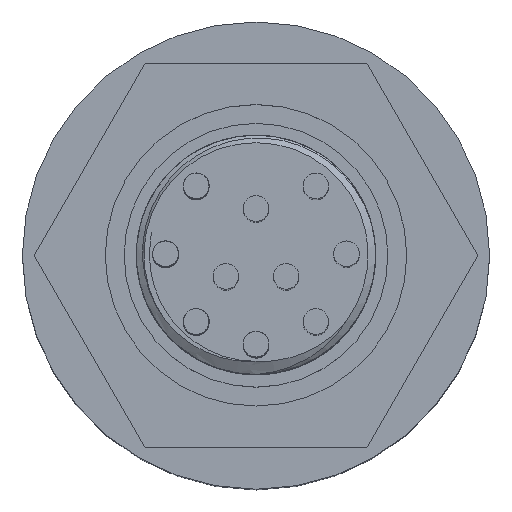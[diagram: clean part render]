
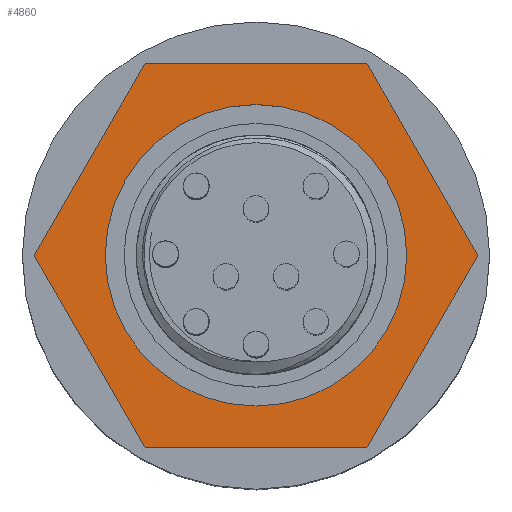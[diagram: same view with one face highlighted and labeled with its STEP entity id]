
A CAD part, top view. The second image highlights one B-rep face of the part: STEP entity #4860.
In plain terms, the highlighted planar face has unit normal (0, 0, 1).
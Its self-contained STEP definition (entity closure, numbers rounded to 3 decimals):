
#84=CIRCLE($,#5061,10.);
#343=FACE_OUTER_BOUND($,#1601,.T.);
#724=LINE($,#14616,#1092);
#725=LINE($,#14618,#1093);
#726=LINE($,#14620,#1094);
#727=LINE($,#14622,#1095);
#728=LINE($,#14624,#1096);
#729=LINE($,#14625,#1097);
#1092=VECTOR($,#5797,14.722);
#1093=VECTOR($,#5798,14.722);
#1094=VECTOR($,#5799,14.722);
#1095=VECTOR($,#5800,14.722);
#1096=VECTOR($,#5801,14.722);
#1097=VECTOR($,#5802,14.722);
#1286=FACE_BOUND($,#1602,.T.);
#1601=EDGE_LOOP($,(#4319,#4320,#4321,#4322,#4323,#4324));
#1602=EDGE_LOOP($,(#4325));
#2338=VERTEX_POINT($,#14610);
#2339=VERTEX_POINT($,#14614);
#2340=VERTEX_POINT($,#14615);
#2341=VERTEX_POINT($,#14617);
#2342=VERTEX_POINT($,#14619);
#2343=VERTEX_POINT($,#14621);
#2344=VERTEX_POINT($,#14623);
#3009=EDGE_CURVE($,#2338,#2338,#84,.T.);
#3010=EDGE_CURVE($,#2339,#2340,#724,.T.);
#3011=EDGE_CURVE($,#2341,#2339,#725,.T.);
#3012=EDGE_CURVE($,#2342,#2341,#726,.T.);
#3013=EDGE_CURVE($,#2343,#2342,#727,.T.);
#3014=EDGE_CURVE($,#2344,#2343,#728,.T.);
#3015=EDGE_CURVE($,#2340,#2344,#729,.T.);
#4319=ORIENTED_EDGE($,*,*,#3010,.F.);
#4320=ORIENTED_EDGE($,*,*,#3011,.F.);
#4321=ORIENTED_EDGE($,*,*,#3012,.F.);
#4322=ORIENTED_EDGE($,*,*,#3013,.F.);
#4323=ORIENTED_EDGE($,*,*,#3014,.F.);
#4324=ORIENTED_EDGE($,*,*,#3015,.F.);
#4325=ORIENTED_EDGE($,*,*,#3009,.T.);
#4509=PLANE($,#5063);
#4860=ADVANCED_FACE($,(#343,#1286),#4509,.T.);
#5061=AXIS2_PLACEMENT_3D($,#14611,#5791,#5792);
#5063=AXIS2_PLACEMENT_3D($,#14613,#5795,#5796);
#5791=DIRECTION('center_axis',(0.,0.,
-1.));
#5792=DIRECTION('ref_axis',(-1.,0.,0.));
#5795=DIRECTION('center_axis',(0.,0.,
1.));
#5796=DIRECTION('ref_axis',(1.,0.,0.));
#5797=DIRECTION($,(1.,0.,0.));
#5798=DIRECTION($,(0.5,0.866,0.));
#5799=DIRECTION($,(-0.5,0.866,0.));
#5800=DIRECTION($,(-1.,0.,0.));
#5801=DIRECTION($,(-0.5,-0.866,0.));
#5802=DIRECTION($,(0.5,-0.866,0.));
#14610=CARTESIAN_POINT('',(10.,0.,41.));
#14611=CARTESIAN_POINT('Origin',(0.,0.,
41.));
#14613=CARTESIAN_POINT('Origin',(0.,0.,
41.));
#14614=CARTESIAN_POINT('',(-7.361,12.75,41.));
#14615=CARTESIAN_POINT('',(7.361,12.75,41.));
#14616=CARTESIAN_POINT($,(-7.361,12.75,41.));
#14617=CARTESIAN_POINT('',(-14.722,0.,41.));
#14618=CARTESIAN_POINT($,(-14.722,0.,41.));
#14619=CARTESIAN_POINT('',(-7.361,-12.75,41.));
#14620=CARTESIAN_POINT($,(-7.361,-12.75,41.));
#14621=CARTESIAN_POINT('',(7.361,-12.75,41.));
#14622=CARTESIAN_POINT($,(7.361,-12.75,41.));
#14623=CARTESIAN_POINT('',(14.722,0.,41.));
#14624=CARTESIAN_POINT($,(14.722,0.,41.));
#14625=CARTESIAN_POINT($,(7.361,12.75,41.));
